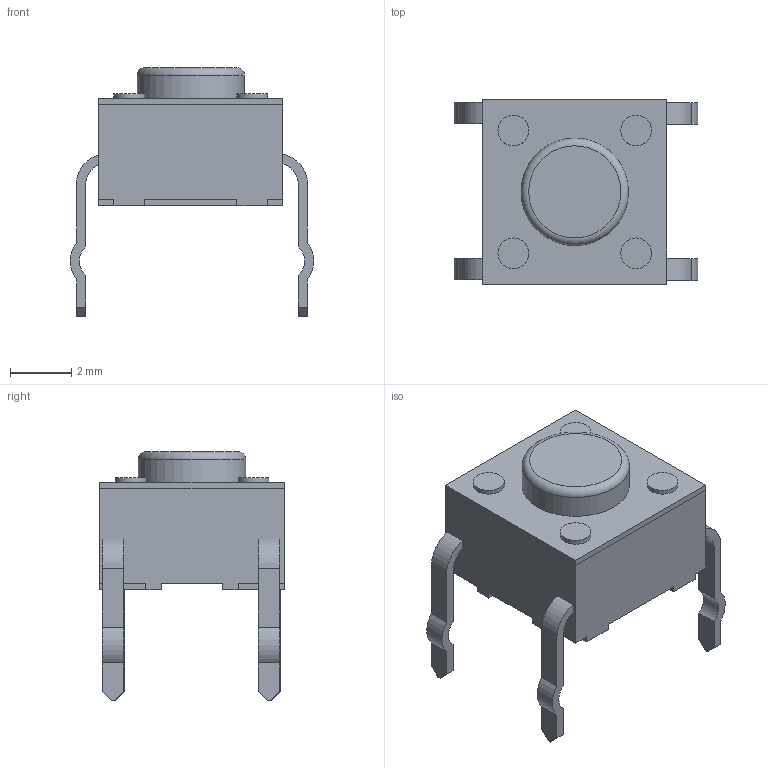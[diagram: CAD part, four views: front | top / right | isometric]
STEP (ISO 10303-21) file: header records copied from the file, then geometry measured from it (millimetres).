
FILE_DESCRIPTION(/* description */ (''),/* implementation_level */ '2;1');
FILE_NAME(/* name */ 'Button_5.08x7.62_6x6_1.step',/* time_stamp */ '2020-04-22T14:04:28+03:00',/* author */ ('vlad.lapshuda'),/* organization */ (''),/* preprocessor_version */ 'ST-DEVELOPER v17.2',/* originating_system */ 'Autodesk Translation Framework v7.6.0.251',/* authorisation */ '');
FILE_SCHEMA (('AUTOMOTIVE_DESIGN { 1 0 10303 214 3 1 1 }'));
Length unit declared in the file: millimetre
Products named in the file (1): Button_5.08x7.62_6x6_1
Bounding box: 7.94 x 6 x 8.1 mm (x, y, z)
Volume: 134.9 mm3; surface area: 320.5 mm2
Topology: 11 solids, 11 shells, 134 faces, 337 edges, 225 vertices
Faces by surface type: plane 110, cylinder 23, torus 1
Full cylindrical faces by diameter (mm): 1 x4, 3.5 x1
Entity records: 4023 total; most frequent: CARTESIAN_POINT 697, ORIENTED_EDGE 674, DIRECTION 657, EDGE_CURVE 337, LINE 287, VECTOR 287, VERTEX_POINT 225, AXIS2_PLACEMENT_3D 185
